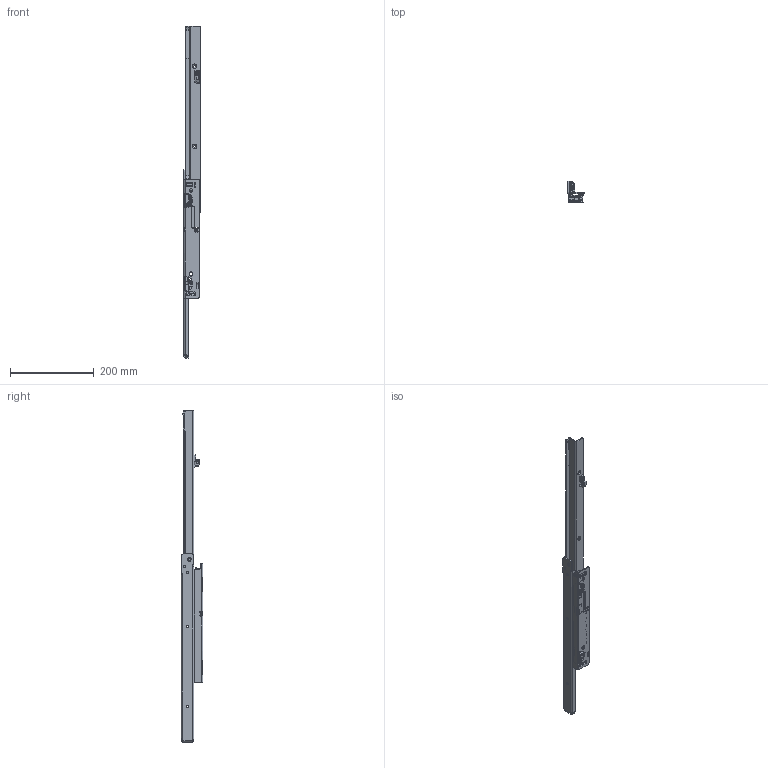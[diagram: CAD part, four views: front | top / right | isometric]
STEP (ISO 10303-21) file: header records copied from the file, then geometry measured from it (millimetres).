
FILE_DESCRIPTION (( 'STEP AP214' ), '1' );
FILE_NAME ('FR_206.0450mm_18inch_ECD_open_left.STEP', '2022-11-15T12:15:33', ( '' ), ( '' ), 'SwSTEP 2.0', 'SolidWorks 2020', '' );
FILE_SCHEMA (( 'AUTOMOTIVE_DESIGN' ));
Length unit declared in the file: millimetre
Products named in the file (10): AG-041; 206.XXX-01.A014_450mm; 875.01-142; SE-043; 206.XXX-01.L529.li_NL 450 Var. 1 ausgefahren; SM-022_ge”ffnet; FR_206.0450mm_18inch_ECD_open_left; 206.XXX-03.L529.li_NL 450 Var. 1; SE-055; 206.XXX-03.S180_450mm
Assembly tree (9 placements, depth 4):
  FR_206.0450mm_18inch_ECD_open_left
    206.XXX-01.L529.li_NL 450 Var. 1 ausgefahren
      206.XXX-01.A014_450mm
      AG-041
      SM-022_ge”ffnet
        SE-043
      875.01-142
    206.XXX-03.L529.li_NL 450 Var. 1
      206.XXX-03.S180_450mm
      SE-055
Bounding box: 38.5 x 51.5 x 794.5 mm (x, y, z)
Volume: 188880 mm3; surface area: 163503.9 mm2
Topology: 6 solids, 6 shells, 2107 faces, 5394 edges, 3234 vertices
Faces by surface type: cylinder 808, plane 791, torus 173, bspline 161, sphere 129, cone 45
Entity records: 71552 total; most frequent: CARTESIAN_POINT 21414, ORIENTED_EDGE 10550, DIRECTION 10387, EDGE_CURVE 5275, AXIS2_PLACEMENT_3D 3744, VERTEX_POINT 3219, VECTOR 2899, LINE 2899
